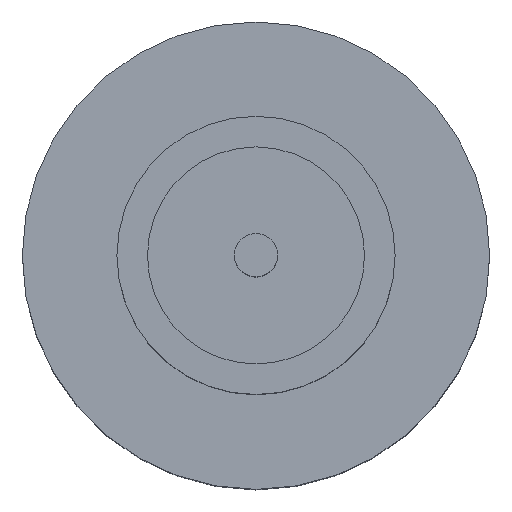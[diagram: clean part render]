
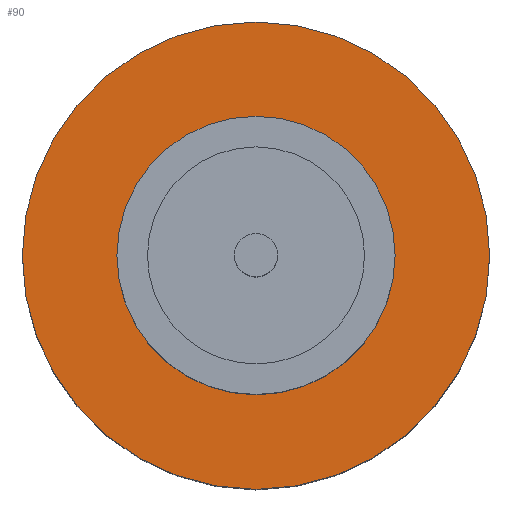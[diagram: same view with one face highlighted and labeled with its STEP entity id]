
A CAD part, top view. The second image highlights one B-rep face of the part: STEP entity #90.
In plain terms, the highlighted planar face has unit normal (0, 0, 1).
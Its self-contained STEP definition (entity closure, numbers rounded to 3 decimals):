
#5 = AXIS2_PLACEMENT_3D ( 'NONE', #461, #770, #543 ) ;
#9 = VERTEX_POINT ( 'NONE', #330 ) ;
#47 = CARTESIAN_POINT ( 'NONE',  ( 1.25, 0., 1.55 ) ) ;
#50 = DIRECTION ( 'NONE',  ( 1., 0., 0. ) ) ;
#90 = ADVANCED_FACE ( 'NONE', ( #827, #801 ), #620, .T. ) ;
#158 = DIRECTION ( 'NONE',  ( 1., 0., 0. ) ) ;
#170 = CIRCLE ( 'NONE', #688, 1.25 ) ;
#176 = EDGE_LOOP ( 'NONE', ( #629, #720 ) ) ;
#221 = DIRECTION ( 'NONE',  ( 0., 0., 1. ) ) ;
#234 = CARTESIAN_POINT ( 'NONE',  ( 0., 0., 1.55 ) ) ;
#288 = ORIENTED_EDGE ( 'NONE', *, *, #601, .T. ) ;
#330 = CARTESIAN_POINT ( 'NONE',  ( -1.25, 0., 1.55 ) ) ;
#378 = AXIS2_PLACEMENT_3D ( 'NONE', #830, #526, #674 ) ;
#390 = EDGE_CURVE ( 'NONE', #549, #9, #170, .T. ) ;
#403 = CIRCLE ( 'NONE', #767, 2.1 ) ;
#435 = EDGE_CURVE ( 'NONE', #623, #916, #403, .T. ) ;
#461 = CARTESIAN_POINT ( 'NONE',  ( 0., 0., 1.55 ) ) ;
#464 = CIRCLE ( 'NONE', #378, 1.25 ) ;
#496 = CARTESIAN_POINT ( 'NONE',  ( 0., 0., 1.55 ) ) ;
#526 = DIRECTION ( 'NONE',  ( 0., 0., 1. ) ) ;
#543 = DIRECTION ( 'NONE',  ( 1., 0., 0. ) ) ;
#549 = VERTEX_POINT ( 'NONE', #47 ) ;
#572 = EDGE_LOOP ( 'NONE', ( #288, #820 ) ) ;
#576 = CIRCLE ( 'NONE', #947, 2.1 ) ;
#585 = CARTESIAN_POINT ( 'NONE',  ( 2.1, 0., 1.55 ) ) ;
#601 = EDGE_CURVE ( 'NONE', #916, #623, #576, .T. ) ;
#620 = PLANE ( 'NONE',  #5 ) ;
#623 = VERTEX_POINT ( 'NONE', #585 ) ;
#629 = ORIENTED_EDGE ( 'NONE', *, *, #390, .F. ) ;
#639 = DIRECTION ( 'NONE',  ( 0., 0., 1. ) ) ;
#674 = DIRECTION ( 'NONE',  ( 1., 0., 0. ) ) ;
#688 = AXIS2_PLACEMENT_3D ( 'NONE', #234, #221, #158 ) ;
#720 = ORIENTED_EDGE ( 'NONE', *, *, #884, .F. ) ;
#758 = CARTESIAN_POINT ( 'NONE',  ( -2.1, 0., 1.55 ) ) ;
#759 = CARTESIAN_POINT ( 'NONE',  ( 0., 0., 1.55 ) ) ;
#767 = AXIS2_PLACEMENT_3D ( 'NONE', #759, #831, #837 ) ;
#770 = DIRECTION ( 'NONE',  ( 0., 0., 1. ) ) ;
#801 = FACE_OUTER_BOUND ( 'NONE', #572, .T. ) ;
#820 = ORIENTED_EDGE ( 'NONE', *, *, #435, .T. ) ;
#827 = FACE_BOUND ( 'NONE', #176, .T. ) ;
#830 = CARTESIAN_POINT ( 'NONE',  ( 0., 0., 1.55 ) ) ;
#831 = DIRECTION ( 'NONE',  ( 0., 0., 1. ) ) ;
#837 = DIRECTION ( 'NONE',  ( 1., 0., 0. ) ) ;
#884 = EDGE_CURVE ( 'NONE', #9, #549, #464, .T. ) ;
#916 = VERTEX_POINT ( 'NONE', #758 ) ;
#947 = AXIS2_PLACEMENT_3D ( 'NONE', #496, #639, #50 ) ;
